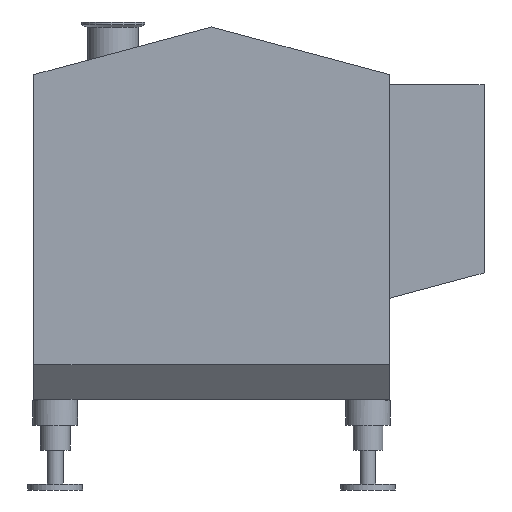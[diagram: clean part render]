
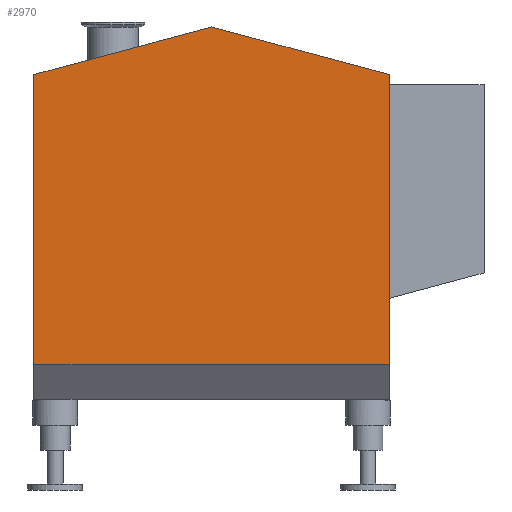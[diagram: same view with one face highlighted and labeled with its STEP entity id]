
A CAD part, left-side view. The second image highlights one B-rep face of the part: STEP entity #2970.
In plain terms, the highlighted planar face has unit normal (-1, 0, 0).
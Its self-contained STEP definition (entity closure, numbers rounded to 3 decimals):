
#408=FACE_OUTER_BOUND('',#600,.T.);
#600=EDGE_LOOP('',(#2579,#2580,#2581,#2582,#2583));
#629=LINE('',#4254,#891);
#645=LINE('',#4306,#907);
#862=LINE('',#5169,#1124);
#863=LINE('',#5171,#1125);
#864=LINE('',#5172,#1126);
#891=VECTOR('',#3347,10.);
#907=VECTOR('',#3387,10.);
#1124=VECTOR('',#4138,10.);
#1125=VECTOR('',#4139,10.);
#1126=VECTOR('',#4140,10.);
#1152=VERTEX_POINT('',#4250);
#1154=VERTEX_POINT('',#4253);
#1178=VERTEX_POINT('',#4305);
#1397=VERTEX_POINT('',#5168);
#1398=VERTEX_POINT('',#5170);
#1426=EDGE_CURVE('',#1154,#1152,#629,.T.);
#1452=EDGE_CURVE('',#1154,#1178,#645,.T.);
#1802=EDGE_CURVE('',#1397,#1152,#862,.T.);
#1803=EDGE_CURVE('',#1398,#1397,#863,.T.);
#1804=EDGE_CURVE('',#1178,#1398,#864,.T.);
#2579=ORIENTED_EDGE('',*,*,#1426,.T.);
#2580=ORIENTED_EDGE('',*,*,#1802,.F.);
#2581=ORIENTED_EDGE('',*,*,#1803,.F.);
#2582=ORIENTED_EDGE('',*,*,#1804,.F.);
#2583=ORIENTED_EDGE('',*,*,#1452,.F.);
#2798=PLANE('',#3300);
#2970=ADVANCED_FACE('',(#408),#2798,.F.);
#3300=AXIS2_PLACEMENT_3D('',#5167,#4136,#4137);
#3347=DIRECTION('',(0.,-1.,0.));
#3387=DIRECTION('',(0.,0.,1.));
#4136=DIRECTION('center_axis',(1.,0.,0.));
#4137=DIRECTION('ref_axis',(0.,0.,-1.));
#4138=DIRECTION('',(0.,0.,-1.));
#4139=DIRECTION('',(0.,-0.966,-0.259));
#4140=DIRECTION('',(0.,-0.966,0.259));
#4250=CARTESIAN_POINT('',(-572.5,-178.5,-164.));
#4253=CARTESIAN_POINT('',(-572.5,178.5,-164.));
#4254=CARTESIAN_POINT('',(-572.5,0.,-164.));
#4305=CARTESIAN_POINT('',(-572.5,178.5,127.171));
#4306=CARTESIAN_POINT('',(-572.5,178.5,-199.));
#5167=CARTESIAN_POINT('Origin',(-572.5,0.,-28.015));
#5168=CARTESIAN_POINT('',(-572.5,-178.5,127.171));
#5169=CARTESIAN_POINT('',(-572.5,-178.5,127.171));
#5170=CARTESIAN_POINT('',(-572.5,0.,175.));
#5171=CARTESIAN_POINT('',(-572.5,0.,175.));
#5172=CARTESIAN_POINT('',(-572.5,178.5,127.171));
